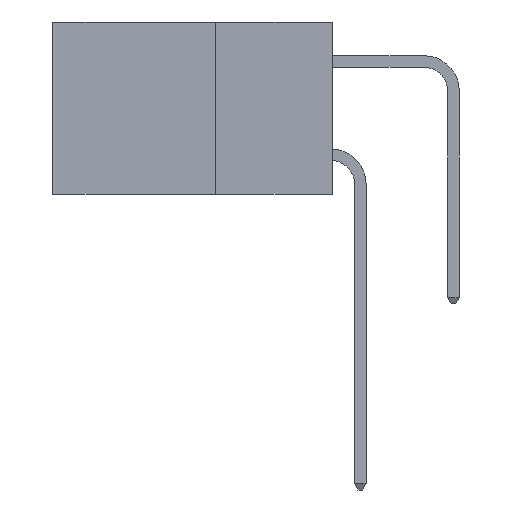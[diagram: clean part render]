
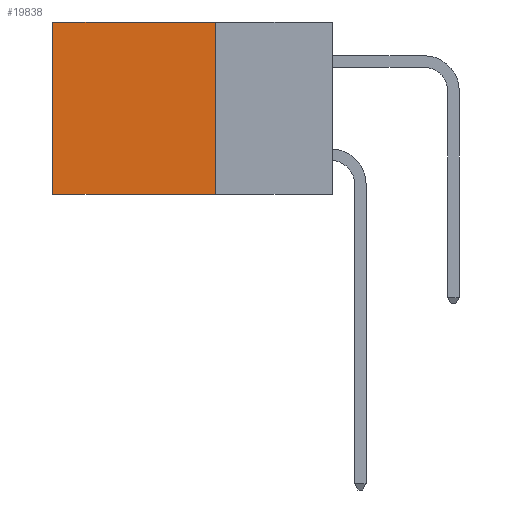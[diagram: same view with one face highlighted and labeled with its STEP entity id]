
A CAD part, left-side view. The second image highlights one B-rep face of the part: STEP entity #19838.
In plain terms, the highlighted planar face has unit normal (-1, 0, 0).
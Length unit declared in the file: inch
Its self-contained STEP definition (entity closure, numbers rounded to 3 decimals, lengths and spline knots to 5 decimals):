
#300 = VECTOR ( 'NONE', #17641, 39.37008 ) ;
#874 = VERTEX_POINT ( 'NONE', #5774 ) ;
#1779 = EDGE_LOOP ( 'NONE', ( #16317, #10329, #24122, #24600 ) ) ;
#2848 = CARTESIAN_POINT ( 'NONE',  ( 0.2615, 0.25, -0.37 ) ) ;
#4866 = AXIS2_PLACEMENT_3D ( 'NONE', #7008, #25780, #13310 ) ;
#5774 = CARTESIAN_POINT ( 'NONE',  ( 0.2615, 0.6, 0. ) ) ;
#6346 = CARTESIAN_POINT ( 'NONE',  ( 0.2615, 0.25, -0.37 ) ) ;
#7008 = CARTESIAN_POINT ( 'NONE',  ( 0.2615, 0.25, -0.37 ) ) ;
#7053 = VECTOR ( 'NONE', #13087, 39.37008 ) ;
#7715 = LINE ( 'NONE', #19288, #7053 ) ;
#8542 = VERTEX_POINT ( 'NONE', #9696 ) ;
#9276 = DIRECTION ( 'NONE',  ( 0., 0., -1. ) ) ;
#9604 = EDGE_CURVE ( 'NONE', #18702, #874, #17040, .T. ) ;
#9696 = CARTESIAN_POINT ( 'NONE',  ( 0.2615, 0.6, -0.37 ) ) ;
#10329 = ORIENTED_EDGE ( 'NONE', *, *, #14631, .F. ) ;
#11109 = LINE ( 'NONE', #6346, #27040 ) ;
#11236 = PLANE ( 'NONE',  #4866 ) ;
#11395 = CARTESIAN_POINT ( 'NONE',  ( 0.2615, 0.6, -0.37 ) ) ;
#12656 = DIRECTION ( 'NONE',  ( 0., 1., 0. ) ) ;
#13087 = DIRECTION ( 'NONE',  ( 0., 0., -1. ) ) ;
#13310 = DIRECTION ( 'NONE',  ( 0., 0., -1. ) ) ;
#14631 = EDGE_CURVE ( 'NONE', #17618, #8542, #11109, .T. ) ;
#14892 = LINE ( 'NONE', #11395, #25308 ) ;
#16317 = ORIENTED_EDGE ( 'NONE', *, *, #20536, .T. ) ;
#17040 = LINE ( 'NONE', #19743, #300 ) ;
#17210 = FACE_OUTER_BOUND ( 'NONE', #1779, .T. ) ;
#17618 = VERTEX_POINT ( 'NONE', #2848 ) ;
#17641 = DIRECTION ( 'NONE',  ( 0., 1., 0. ) ) ;
#18702 = VERTEX_POINT ( 'NONE', #20975 ) ;
#19288 = CARTESIAN_POINT ( 'NONE',  ( 0.2615, 0.25, -0.37 ) ) ;
#19743 = CARTESIAN_POINT ( 'NONE',  ( 0.2615, 0.25, 0. ) ) ;
#19838 = ADVANCED_FACE ( 'NONE', ( #17210 ), #11236, .F. ) ;
#20417 = EDGE_CURVE ( 'NONE', #18702, #17618, #7715, .T. ) ;
#20536 = EDGE_CURVE ( 'NONE', #874, #8542, #14892, .T. ) ;
#20975 = CARTESIAN_POINT ( 'NONE',  ( 0.2615, 0.25, 0. ) ) ;
#24122 = ORIENTED_EDGE ( 'NONE', *, *, #20417, .F. ) ;
#24600 = ORIENTED_EDGE ( 'NONE', *, *, #9604, .T. ) ;
#25308 = VECTOR ( 'NONE', #9276, 39.37008 ) ;
#25780 = DIRECTION ( 'NONE',  ( 1., 0., 0. ) ) ;
#27040 = VECTOR ( 'NONE', #12656, 39.37008 ) ;
